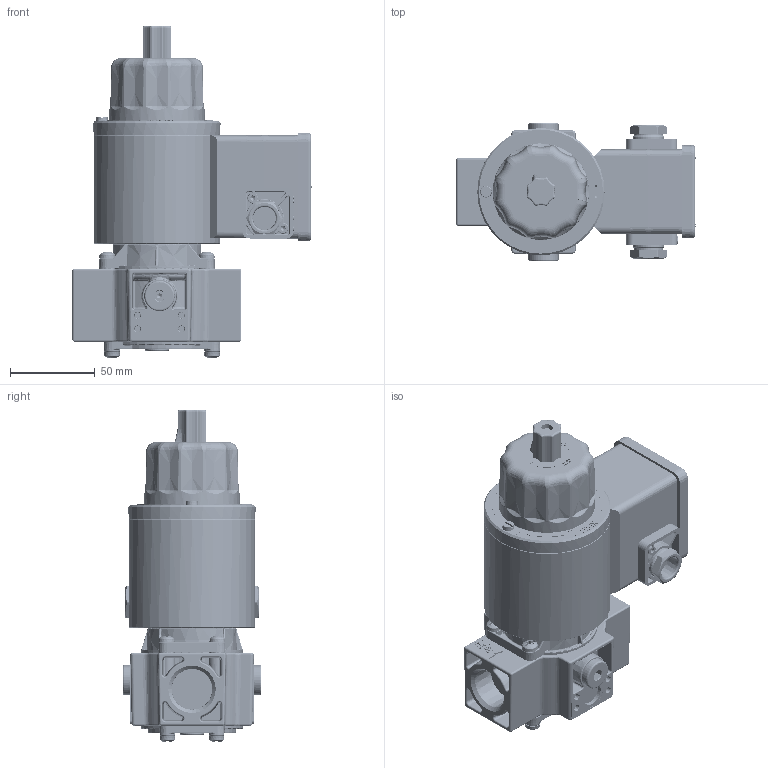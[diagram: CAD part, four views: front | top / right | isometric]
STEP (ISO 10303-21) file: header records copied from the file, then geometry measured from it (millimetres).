
FILE_DESCRIPTION(/* description */ (''),/* implementation_level */ '2;1');
FILE_NAME(/* name */ '013276.ipt.step',/* time_stamp */ '2015-12-15T07:04:12+01:00',/* author */ ('JT'),/* organization */ (''),/* preprocessor_version */ 'ST-DEVELOPER v15.2',/* originating_system */ 'Autodesk Inventor 2014',/* authorisation */ '');
FILE_SCHEMA (('AUTOMOTIVE_DESIGN { 1 0 10303 214 3 1 1 }'));
Length unit declared in the file: millimetre
Products named in the file (1): 013276
Bounding box: 141.47 x 82 x 196.4 mm (x, y, z)
Volume: 832857.6 mm3; surface area: 107220 mm2
Topology: 2 solids, 6 shells, 8947 faces, 23572 edges, 14629 vertices
Faces by surface type: bspline 4971, cylinder 1864, plane 1052, cone 482, torus 424, sphere 154
Full cylindrical faces by diameter (mm): 0.8 x2, 2.5 x4, 3 x1, 3.571 x1, 3.6 x1, 4 x1, 4.2 x8, 4.3 x1, 5 x8, 13 x2, 13.16 x2, 14 x5, 17 x2, 18 x4, 18.6 x2, 75 x1
Entity records: 436833 total; most frequent: CARTESIAN_POINT 245802, ORIENTED_EDGE 45850, DIRECTION 27468, EDGE_CURVE 22925, VERTEX_POINT 14405, AXIS2_PLACEMENT_3D 11485, B_SPLINE_CURVE_WITH_KNOTS 10691, EDGE_LOOP 9250
